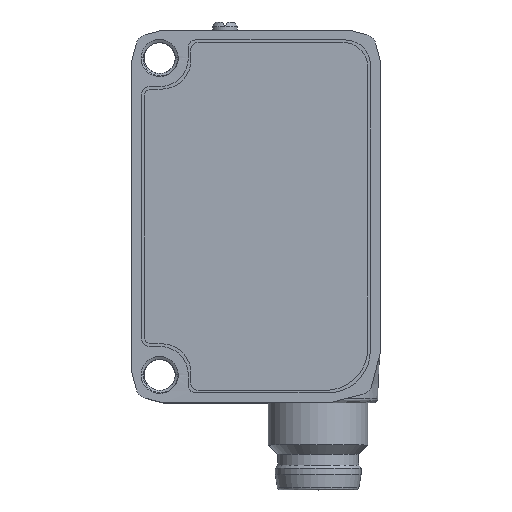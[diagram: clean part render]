
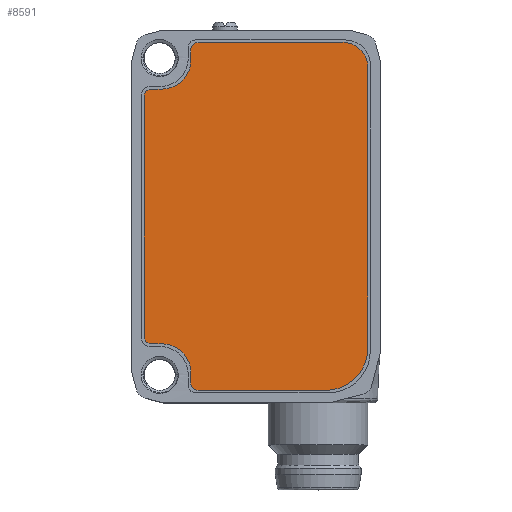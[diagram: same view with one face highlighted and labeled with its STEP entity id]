
A CAD part, top view. The second image highlights one B-rep face of the part: STEP entity #8591.
In plain terms, the highlighted planar face has unit normal (0, 0, 1).
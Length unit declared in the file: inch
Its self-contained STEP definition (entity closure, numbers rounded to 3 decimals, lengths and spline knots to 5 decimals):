
#251 = CIRCLE ( 'NONE', #12837, 0.09055 ) ;
#455 = ORIENTED_EDGE ( 'NONE', *, *, #829, .T. ) ;
#496 = VERTEX_POINT ( 'NONE', #9234 ) ;
#530 = VECTOR ( 'NONE', #12138, 39.37008 ) ;
#551 = EDGE_CURVE ( 'NONE', #9502, #4004, #14838, .T. ) ;
#598 = DIRECTION ( 'NONE',  ( -1., 0., 0. ) ) ;
#797 = LINE ( 'NONE', #21790, #5569 ) ;
#829 = EDGE_CURVE ( 'NONE', #12743, #4004, #251, .T. ) ;
#1026 = CARTESIAN_POINT ( 'NONE',  ( 0.12205, 1.05315, 0.19685 ) ) ;
#1161 = ORIENTED_EDGE ( 'NONE', *, *, #4382, .F. ) ;
#1196 = VERTEX_POINT ( 'NONE', #12074 ) ;
#1380 = ORIENTED_EDGE ( 'NONE', *, *, #10581, .F. ) ;
#1493 = VERTEX_POINT ( 'NONE', #1026 ) ;
#1652 = VECTOR ( 'NONE', #16421, 39.37008 ) ;
#1682 = ORIENTED_EDGE ( 'NONE', *, *, #9731, .F. ) ;
#1752 = ORIENTED_EDGE ( 'NONE', *, *, #17382, .F. ) ;
#1773 = CARTESIAN_POINT ( 'NONE',  ( 0.00787, 0.09843, 0.19685 ) ) ;
#1908 = DIRECTION ( 'NONE',  ( 0., 0., -1. ) ) ;
#2087 = CARTESIAN_POINT ( 'NONE',  ( -0.04921, 0.88189, 0.19685 ) ) ;
#2292 = ORIENTED_EDGE ( 'NONE', *, *, #7003, .F. ) ;
#2327 = CARTESIAN_POINT ( 'NONE',  ( 0.65945, 0.08465, 0.19685 ) ) ;
#2454 = CARTESIAN_POINT ( 'NONE',  ( -0.02559, 0.90551, 0.19685 ) ) ;
#2630 = CARTESIAN_POINT ( 'NONE',  ( -0.04921, 0.09843, 0.19685 ) ) ;
#2889 = ORIENTED_EDGE ( 'NONE', *, *, #21916, .T. ) ;
#3014 = DIRECTION ( 'NONE',  ( 0., 0., -1. ) ) ;
#3066 = AXIS2_PLACEMENT_3D ( 'NONE', #18426, #3014, #3236 ) ;
#3075 = VERTEX_POINT ( 'NONE', #19851 ) ;
#3082 = DIRECTION ( 'NONE',  ( 0., 0., -1. ) ) ;
#3229 = CARTESIAN_POINT ( 'NONE',  ( 0.09843, 1.02953, 0.19685 ) ) ;
#3236 = DIRECTION ( 'NONE',  ( -1., 0., 0. ) ) ;
#3247 = CARTESIAN_POINT ( 'NONE',  ( 0.58071, 1.05315, 0.19685 ) ) ;
#3437 = DIRECTION ( 'NONE',  ( 0., 0., -1. ) ) ;
#3599 = ORIENTED_EDGE ( 'NONE', *, *, #8616, .T. ) ;
#3615 = CARTESIAN_POINT ( 'NONE',  ( 0.09843, 1.02953, 0.19685 ) ) ;
#3808 = VERTEX_POINT ( 'NONE', #3229 ) ;
#3958 = EDGE_CURVE ( 'NONE', #1196, #3075, #12127, .T. ) ;
#3988 = LINE ( 'NONE', #2630, #5281 ) ;
#4004 = VERTEX_POINT ( 'NONE', #15138 ) ;
#4120 = DIRECTION ( 'NONE',  ( -1., 0., 0. ) ) ;
#4214 = CARTESIAN_POINT ( 'NONE',  ( 0.65945, 0.97441, 0.19685 ) ) ;
#4382 = EDGE_CURVE ( 'NONE', #19669, #9502, #17916, .T. ) ;
#4389 = LINE ( 'NONE', #21578, #12355 ) ;
#4796 = EDGE_CURVE ( 'NONE', #12059, #3808, #11923, .T. ) ;
#4878 = DIRECTION ( 'NONE',  ( -1., 0., 0. ) ) ;
#5281 = VECTOR ( 'NONE', #12645, 39.37008 ) ;
#5569 = VECTOR ( 'NONE', #6296, 39.37008 ) ;
#5732 = CARTESIAN_POINT ( 'NONE',  ( 0.09843, -0.02559, 0.19685 ) ) ;
#5910 = AXIS2_PLACEMENT_3D ( 'NONE', #21553, #6155, #15227 ) ;
#6143 = CARTESIAN_POINT ( 'NONE',  ( -0.02559, 0.88189, 0.19685 ) ) ;
#6155 = DIRECTION ( 'NONE',  ( 0., 0., 1. ) ) ;
#6296 = DIRECTION ( 'NONE',  ( 1., 0., 0. ) ) ;
#6421 = LINE ( 'NONE', #13286, #19196 ) ;
#6546 = ORIENTED_EDGE ( 'NONE', *, *, #11356, .F. ) ;
#6580 = PLANE ( 'NONE',  #5910 ) ;
#6714 = DIRECTION ( 'NONE',  ( -1., 0., 0. ) ) ;
#7003 = EDGE_CURVE ( 'NONE', #21842, #1196, #21333, .T. ) ;
#7735 = CIRCLE ( 'NONE', #12029, 0.07874 ) ;
#8263 = FACE_OUTER_BOUND ( 'NONE', #11201, .T. ) ;
#8591 = ADVANCED_FACE ( 'NONE', ( #8263 ), #6580, .T. ) ;
#8616 = EDGE_CURVE ( 'NONE', #17499, #12262, #21708, .T. ) ;
#9234 = CARTESIAN_POINT ( 'NONE',  ( 0.00787, 0.90551, 0.19685 ) ) ;
#9502 = VERTEX_POINT ( 'NONE', #5732 ) ;
#9731 = EDGE_CURVE ( 'NONE', #17499, #11623, #4389, .T. ) ;
#10581 = EDGE_CURVE ( 'NONE', #19009, #496, #797, .T. ) ;
#10596 = DIRECTION ( 'NONE',  ( 0., 0., 1. ) ) ;
#10721 = AXIS2_PLACEMENT_3D ( 'NONE', #11983, #15252, #6714 ) ;
#10777 = ORIENTED_EDGE ( 'NONE', *, *, #14569, .F. ) ;
#10798 = CARTESIAN_POINT ( 'NONE',  ( 0.00787, 0.00787, 0.19685 ) ) ;
#10968 = EDGE_CURVE ( 'NONE', #12059, #496, #12789, .T. ) ;
#11201 = EDGE_LOOP ( 'NONE', ( #20924, #1380, #10777, #1682, #3599, #2889, #455, #17606, #1161, #1752, #16247, #2292, #17816, #20395, #6546, #21044 ) ) ;
#11356 = EDGE_CURVE ( 'NONE', #3808, #1493, #17075, .T. ) ;
#11623 = VERTEX_POINT ( 'NONE', #2087 ) ;
#11651 = DIRECTION ( 'NONE',  ( -1., 0., 0. ) ) ;
#11697 = CARTESIAN_POINT ( 'NONE',  ( -0.04921, 0.12205, 0.19685 ) ) ;
#11923 = LINE ( 'NONE', #3615, #15575 ) ;
#11941 = CARTESIAN_POINT ( 'NONE',  ( -0.02559, 0.09843, 0.19685 ) ) ;
#11983 = CARTESIAN_POINT ( 'NONE',  ( 0.52559, 0.08465, 0.19685 ) ) ;
#12029 = AXIS2_PLACEMENT_3D ( 'NONE', #21960, #3082, #4878 ) ;
#12059 = VERTEX_POINT ( 'NONE', #20360 ) ;
#12074 = CARTESIAN_POINT ( 'NONE',  ( 0.65945, 0.08465, 0.19685 ) ) ;
#12127 = CIRCLE ( 'NONE', #10721, 0.13386 ) ;
#12138 = DIRECTION ( 'NONE',  ( 1., 0., 0. ) ) ;
#12262 = VERTEX_POINT ( 'NONE', #11941 ) ;
#12268 = CARTESIAN_POINT ( 'NONE',  ( -0.02559, 0.12205, 0.19685 ) ) ;
#12355 = VECTOR ( 'NONE', #14510, 39.37008 ) ;
#12482 = DIRECTION ( 'NONE',  ( -1., 0., 0. ) ) ;
#12645 = DIRECTION ( 'NONE',  ( 1., 0., 0. ) ) ;
#12743 = VERTEX_POINT ( 'NONE', #1773 ) ;
#12789 = CIRCLE ( 'NONE', #3066, 0.09055 ) ;
#12837 = AXIS2_PLACEMENT_3D ( 'NONE', #10798, #1908, #12482 ) ;
#13286 = CARTESIAN_POINT ( 'NONE',  ( 0.12205, -0.04921, 0.19685 ) ) ;
#13901 = CARTESIAN_POINT ( 'NONE',  ( 0.12205, -0.04921, 0.19685 ) ) ;
#14228 = AXIS2_PLACEMENT_3D ( 'NONE', #21767, #3437, #11651 ) ;
#14258 = DIRECTION ( 'NONE',  ( 0., -1., 0. ) ) ;
#14510 = DIRECTION ( 'NONE',  ( 0., 1., 0. ) ) ;
#14569 = EDGE_CURVE ( 'NONE', #11623, #19009, #21736, .T. ) ;
#14573 = VECTOR ( 'NONE', #14258, 39.37008 ) ;
#14805 = EDGE_CURVE ( 'NONE', #21144, #21842, #7735, .T. ) ;
#14838 = LINE ( 'NONE', #20341, #1652 ) ;
#15138 = CARTESIAN_POINT ( 'NONE',  ( 0.09843, 0.00787, 0.19685 ) ) ;
#15227 = DIRECTION ( 'NONE',  ( 1., 0., 0. ) ) ;
#15252 = DIRECTION ( 'NONE',  ( 0., 0., -1. ) ) ;
#15575 = VECTOR ( 'NONE', #19015, 39.37008 ) ;
#15943 = AXIS2_PLACEMENT_3D ( 'NONE', #6143, #21215, #4120 ) ;
#15968 = CARTESIAN_POINT ( 'NONE',  ( 0.58071, 1.05315, 0.19685 ) ) ;
#16236 = EDGE_CURVE ( 'NONE', #1493, #21144, #19237, .T. ) ;
#16247 = ORIENTED_EDGE ( 'NONE', *, *, #3958, .F. ) ;
#16421 = DIRECTION ( 'NONE',  ( 0., 1., 0. ) ) ;
#17075 = CIRCLE ( 'NONE', #14228, 0.02362 ) ;
#17382 = EDGE_CURVE ( 'NONE', #3075, #19669, #6421, .T. ) ;
#17403 = AXIS2_PLACEMENT_3D ( 'NONE', #12268, #10596, #598 ) ;
#17499 = VERTEX_POINT ( 'NONE', #11697 ) ;
#17544 = AXIS2_PLACEMENT_3D ( 'NONE', #19608, #17927, #21394 ) ;
#17606 = ORIENTED_EDGE ( 'NONE', *, *, #551, .F. ) ;
#17816 = ORIENTED_EDGE ( 'NONE', *, *, #14805, .F. ) ;
#17916 = CIRCLE ( 'NONE', #17544, 0.02362 ) ;
#17927 = DIRECTION ( 'NONE',  ( 0., 0., -1. ) ) ;
#18426 = CARTESIAN_POINT ( 'NONE',  ( 0.00787, 0.99606, 0.19685 ) ) ;
#19009 = VERTEX_POINT ( 'NONE', #2454 ) ;
#19015 = DIRECTION ( 'NONE',  ( 0., 1., 0. ) ) ;
#19196 = VECTOR ( 'NONE', #20463, 39.37008 ) ;
#19237 = LINE ( 'NONE', #15968, #530 ) ;
#19608 = CARTESIAN_POINT ( 'NONE',  ( 0.12205, -0.02559, 0.19685 ) ) ;
#19669 = VERTEX_POINT ( 'NONE', #13901 ) ;
#19851 = CARTESIAN_POINT ( 'NONE',  ( 0.52559, -0.04921, 0.19685 ) ) ;
#20341 = CARTESIAN_POINT ( 'NONE',  ( 0.09843, 0.00787, 0.19685 ) ) ;
#20360 = CARTESIAN_POINT ( 'NONE',  ( 0.09843, 0.99606, 0.19685 ) ) ;
#20395 = ORIENTED_EDGE ( 'NONE', *, *, #16236, .F. ) ;
#20463 = DIRECTION ( 'NONE',  ( -1., 0., 0. ) ) ;
#20924 = ORIENTED_EDGE ( 'NONE', *, *, #10968, .T. ) ;
#21044 = ORIENTED_EDGE ( 'NONE', *, *, #4796, .F. ) ;
#21144 = VERTEX_POINT ( 'NONE', #3247 ) ;
#21215 = DIRECTION ( 'NONE',  ( 0., 0., -1. ) ) ;
#21333 = LINE ( 'NONE', #2327, #14573 ) ;
#21394 = DIRECTION ( 'NONE',  ( -1., 0., 0. ) ) ;
#21553 = CARTESIAN_POINT ( 'NONE',  ( -0.04921, 0.01496, 0.19685 ) ) ;
#21578 = CARTESIAN_POINT ( 'NONE',  ( -0.04921, 0.88189, 0.19685 ) ) ;
#21708 = CIRCLE ( 'NONE', #17403, 0.02362 ) ;
#21736 = CIRCLE ( 'NONE', #15943, 0.02362 ) ;
#21767 = CARTESIAN_POINT ( 'NONE',  ( 0.12205, 1.02953, 0.19685 ) ) ;
#21790 = CARTESIAN_POINT ( 'NONE',  ( 0.00787, 0.90551, 0.19685 ) ) ;
#21842 = VERTEX_POINT ( 'NONE', #4214 ) ;
#21916 = EDGE_CURVE ( 'NONE', #12262, #12743, #3988, .T. ) ;
#21960 = CARTESIAN_POINT ( 'NONE',  ( 0.58071, 0.97441, 0.19685 ) ) ;
